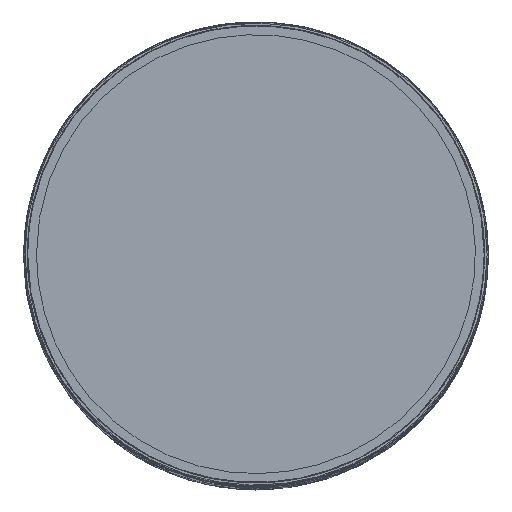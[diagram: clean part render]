
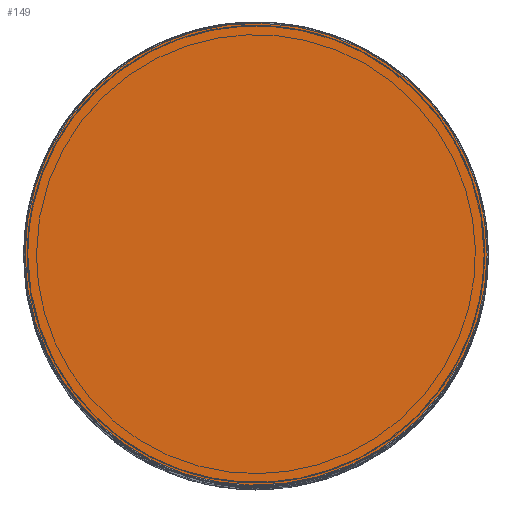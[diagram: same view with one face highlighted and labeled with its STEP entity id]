
A CAD part, top view. The second image highlights one B-rep face of the part: STEP entity #149.
In plain terms, the highlighted planar face has unit normal (0, 0, 1).
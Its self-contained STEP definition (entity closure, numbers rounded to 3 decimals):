
#149=ADVANCED_FACE('',(#281),#2106,.T.);
#281=FACE_OUTER_BOUND('',#428,.T.);
#428=EDGE_LOOP('',(#1039,#1040));
#1039=ORIENTED_EDGE('',*,*,#1445,.T.);
#1040=ORIENTED_EDGE('',*,*,#1454,.T.);
#1445=EDGE_CURVE('',#2036,#2046,#1814,.T.);
#1454=EDGE_CURVE('',#2046,#2036,#1822,.T.);
#1814=(
BOUNDED_CURVE()
B_SPLINE_CURVE(2,(#5523,#5524,#5525,#5526,#5527),.UNSPECIFIED.,.F.,.F.)
B_SPLINE_CURVE_WITH_KNOTS((3,2,3),(0.,156.294,312.588),
 .UNSPECIFIED.)
CURVE()
GEOMETRIC_REPRESENTATION_ITEM()
RATIONAL_B_SPLINE_CURVE((1.,0.707,1.,0.707,1.))
REPRESENTATION_ITEM('')
);
#1822=(
BOUNDED_CURVE()
B_SPLINE_CURVE(2,(#5557,#5558,#5559,#5560,#5561),.UNSPECIFIED.,.F.,.F.)
B_SPLINE_CURVE_WITH_KNOTS((3,2,3),(312.588,468.883,625.177),
 .UNSPECIFIED.)
CURVE()
GEOMETRIC_REPRESENTATION_ITEM()
RATIONAL_B_SPLINE_CURVE((1.,0.707,1.,0.707,1.))
REPRESENTATION_ITEM('')
);
#2036=VERTEX_POINT('',#5483);
#2046=VERTEX_POINT('',#5493);
#2106=PLANE('',#2325);
#2325=AXIS2_PLACEMENT_3D('',#5281,#2375,$);
#2375=DIRECTION('',(0.,0.,1.));
#5281=CARTESIAN_POINT('',(-143.454,-143.529,900.));
#5483=CARTESIAN_POINT('',(70.432,-70.357,900.));
#5493=CARTESIAN_POINT('',(-70.282,70.357,900.));
#5523=CARTESIAN_POINT('',(70.432,-70.357,900.));
#5524=CARTESIAN_POINT('',(140.789,0.,900.));
#5525=CARTESIAN_POINT('',(70.432,70.357,900.));
#5526=CARTESIAN_POINT('',(0.075,140.714,900.));
#5527=CARTESIAN_POINT('',(-70.282,70.357,900.));
#5557=CARTESIAN_POINT('',(-70.282,70.357,900.));
#5558=CARTESIAN_POINT('',(-140.639,0.,900.));
#5559=CARTESIAN_POINT('',(-70.282,-70.357,900.));
#5560=CARTESIAN_POINT('',(0.075,-140.714,900.));
#5561=CARTESIAN_POINT('',(70.432,-70.357,900.));
